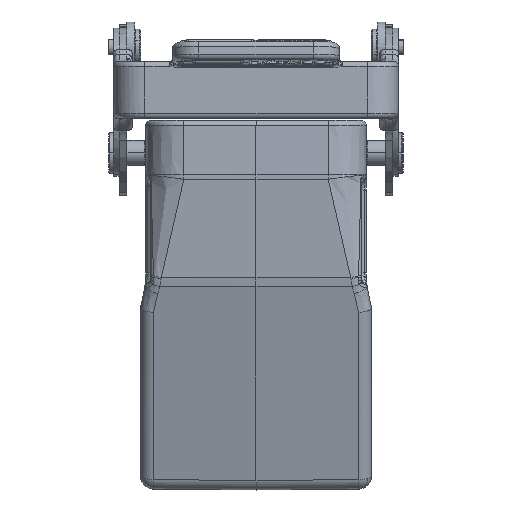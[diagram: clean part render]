
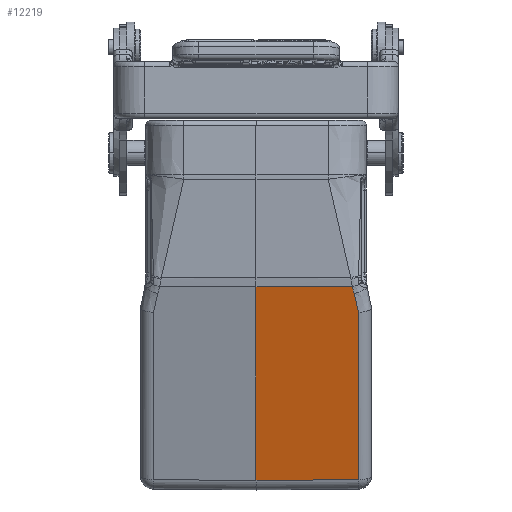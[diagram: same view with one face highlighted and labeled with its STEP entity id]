
A CAD part, left-side view. The second image highlights one B-rep face of the part: STEP entity #12219.
In plain terms, the highlighted planar face has unit normal (-0.966, -0.009, -0.259).
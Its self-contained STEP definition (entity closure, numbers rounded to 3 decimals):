
#2738=B_SPLINE_CURVE_WITH_KNOTS('',3,(#68621,#68622,#68623,#68624,#68625,
#68626,#68627,#68628),.UNSPECIFIED.,.F.,.F.,(4,2,2,4),(0.,0.25,
0.5,1.),.UNSPECIFIED.);
#2739=B_SPLINE_CURVE_WITH_KNOTS('',3,(#68630,#68631,#68632,#68633),
 .UNSPECIFIED.,.F.,.F.,(4,4),(0.,1.),.UNSPECIFIED.);
#10327=PLANE('',#43027);
#12219=ADVANCED_FACE('',(#14549),#10327,.F.);
#14549=FACE_OUTER_BOUND('',#16550,.T.);
#16550=EDGE_LOOP('',(#25818,#25819,#25820,#25821,#25822,#25823));
#25818=ORIENTED_EDGE('',*,*,#35204,.T.);
#25819=ORIENTED_EDGE('',*,*,#35205,.T.);
#25820=ORIENTED_EDGE('',*,*,#35206,.T.);
#25821=ORIENTED_EDGE('',*,*,#35207,.T.);
#25822=ORIENTED_EDGE('',*,*,#35208,.T.);
#25823=ORIENTED_EDGE('',*,*,#35209,.F.);
#30270=VERTEX_POINT('',#64230);
#30677=VERTEX_POINT('',#68618);
#30678=VERTEX_POINT('',#68629);
#30679=VERTEX_POINT('',#68634);
#30680=VERTEX_POINT('',#68636);
#30681=VERTEX_POINT('',#68638);
#35204=EDGE_CURVE('',#30270,#30677,#38094,.T.);
#35205=EDGE_CURVE('',#30677,#30678,#2738,.T.);
#35206=EDGE_CURVE('',#30678,#30679,#2739,.T.);
#35207=EDGE_CURVE('',#30679,#30680,#38095,.T.);
#35208=EDGE_CURVE('',#30680,#30681,#38096,.T.);
#35209=EDGE_CURVE('',#30270,#30681,#38097,.T.);
#38094=LINE('',#68619,#40460);
#38095=LINE('',#68635,#40461);
#38096=LINE('',#68637,#40462);
#38097=LINE('',#68639,#40463);
#40460=VECTOR('',#50399,1.);
#40461=VECTOR('',#50402,1.);
#40462=VECTOR('',#50403,1.);
#40463=VECTOR('',#50404,1.);
#43027=AXIS2_PLACEMENT_3D('',#68640,#50405,#50406);
#50399=DIRECTION('',(-0.259,0.,0.966));
#50402=DIRECTION('',(-0.009,1.,-0.002));
#50403=DIRECTION('',(0.259,0.,-0.966));
#50404=DIRECTION('',(-0.007,1.,-0.009));
#50405=DIRECTION('',(0.966,0.009,0.259));
#50406=DIRECTION('',(-0.259,0.,0.966));
#64230=CARTESIAN_POINT('',(-24.317,-20.022,-69.972));
#68618=CARTESIAN_POINT('',(-33.046,-20.022,-37.395));
#68619=CARTESIAN_POINT('',(-24.317,-20.022,-69.972));
#68621=CARTESIAN_POINT('',(-33.046,-20.022,-37.395));
#68622=CARTESIAN_POINT('',(-33.13,-19.962,-37.082));
#68623=CARTESIAN_POINT('',(-33.218,-19.897,-36.757));
#68624=CARTESIAN_POINT('',(-33.39,-19.761,-36.122));
#68625=CARTESIAN_POINT('',(-33.458,-19.705,-35.869));
#68626=CARTESIAN_POINT('',(-33.676,-19.513,-35.062));
#68627=CARTESIAN_POINT('',(-33.849,-19.338,-34.422));
#68628=CARTESIAN_POINT('',(-34.05,-19.115,-33.678));
#68629=CARTESIAN_POINT('',(-34.05,-19.115,-33.678));
#68630=CARTESIAN_POINT('',(-34.05,-19.115,-33.678));
#68631=CARTESIAN_POINT('',(-34.154,-19.001,-33.295));
#68632=CARTESIAN_POINT('',(-34.356,-18.825,-32.546));
#68633=CARTESIAN_POINT('',(-34.418,-18.767,-32.316));
#68634=CARTESIAN_POINT('',(-34.418,-18.767,-32.316));
#68635=CARTESIAN_POINT('',(-34.418,-18.767,-32.316));
#68636=CARTESIAN_POINT('',(-34.58,0.,-32.345));
#68637=CARTESIAN_POINT('',(-34.58,0.,-32.345));
#68638=CARTESIAN_POINT('',(-24.451,0.,-70.147));
#68639=CARTESIAN_POINT('',(-24.317,-20.022,-69.972));
#68640=CARTESIAN_POINT('',(-29.431,-10.011,-51.223));
